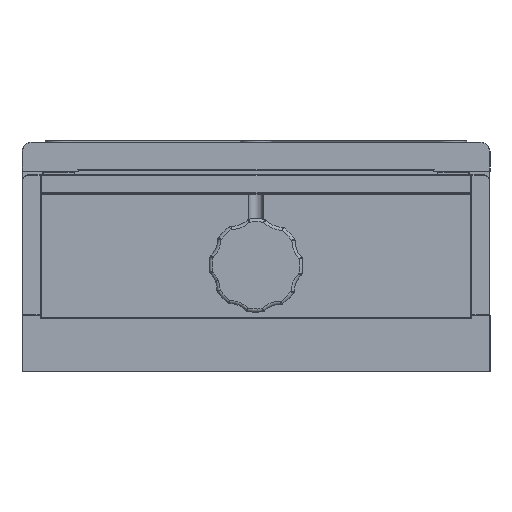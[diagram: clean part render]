
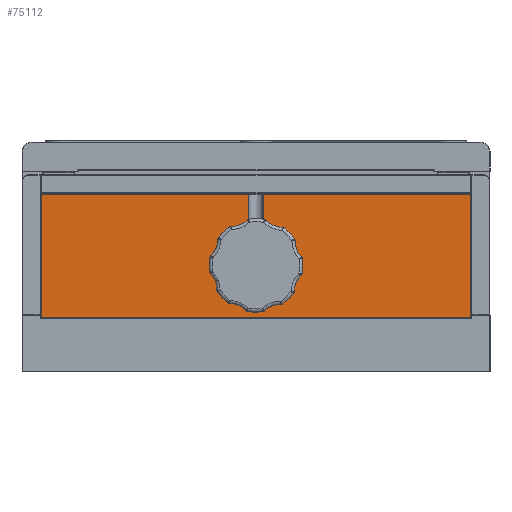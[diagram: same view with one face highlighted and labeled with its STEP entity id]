
A CAD part, front view. The second image highlights one B-rep face of the part: STEP entity #75112.
In plain terms, the highlighted planar face has unit normal (0, -1, 0).
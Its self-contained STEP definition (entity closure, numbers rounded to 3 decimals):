
#364 = DIRECTION ( 'NONE',  ( 1., 0., 0. ) ) ;
#2296 = CARTESIAN_POINT ( 'NONE',  ( -145.585, -109.969, -4.953 ) ) ;
#2788 = DIRECTION ( 'NONE',  ( -1., 0., 0. ) ) ;
#3230 = ORIENTED_EDGE ( 'NONE', *, *, #18826, .T. ) ;
#3964 = VERTEX_POINT ( 'NONE', #7856 ) ;
#4369 = AXIS2_PLACEMENT_3D ( 'NONE', #2296, #26826, #19196 ) ;
#4632 = DIRECTION ( 'NONE',  ( 0., 0., -1. ) ) ;
#7856 = CARTESIAN_POINT ( 'NONE',  ( -1.785, -109.969, 34.847 ) ) ;
#8196 = AXIS2_PLACEMENT_3D ( 'NONE', #38151, #43392, #364 ) ;
#9906 = LINE ( 'NONE', #65431, #48384 ) ;
#11244 = CARTESIAN_POINT ( 'NONE',  ( -73.035, -109.969, -4.953 ) ) ;
#12195 = EDGE_CURVE ( 'NONE', #15179, #69964, #9906, .T. ) ;
#14680 = EDGE_CURVE ( 'NONE', #42175, #3964, #69762, .T. ) ;
#15179 = VERTEX_POINT ( 'NONE', #49385 ) ;
#15929 = CARTESIAN_POINT ( 'NONE',  ( -70.585, -109.969, 12.047 ) ) ;
#16740 = EDGE_CURVE ( 'NONE', #60506, #71858, #39979, .T. ) ;
#18200 = CARTESIAN_POINT ( 'NONE',  ( -73.035, -109.969, 34.847 ) ) ;
#18826 = EDGE_CURVE ( 'NONE', #28576, #62903, #72200, .T. ) ;
#19196 = DIRECTION ( 'NONE',  ( 1., 0., 0. ) ) ;
#19537 = ORIENTED_EDGE ( 'NONE', *, *, #40536, .T. ) ;
#21645 = CARTESIAN_POINT ( 'NONE',  ( -70.585, -109.969, 12.047 ) ) ;
#22095 = EDGE_CURVE ( 'NONE', #69964, #42175, #51539, .T. ) ;
#22474 = CARTESIAN_POINT ( 'NONE',  ( -145.585, -109.969, 34.847 ) ) ;
#22724 = CARTESIAN_POINT ( 'NONE',  ( -68.135, -109.969, -4.953 ) ) ;
#22902 = CARTESIAN_POINT ( 'NONE',  ( -139.385, -109.969, -4.753 ) ) ;
#26776 = LINE ( 'NONE', #51304, #72531 ) ;
#26826 = DIRECTION ( 'NONE',  ( 0., 1., 0. ) ) ;
#26890 = DIRECTION ( 'NONE',  ( 0., 1., 0. ) ) ;
#28576 = VERTEX_POINT ( 'NONE', #66249 ) ;
#28685 = VECTOR ( 'NONE', #4632, 1000. ) ;
#28817 = DIRECTION ( 'NONE',  ( 1., 0., 0. ) ) ;
#29047 = VECTOR ( 'NONE', #70828, 1000. ) ;
#29465 = VERTEX_POINT ( 'NONE', #18200 ) ;
#29759 = LINE ( 'NONE', #11244, #34406 ) ;
#31553 = EDGE_CURVE ( 'NONE', #3964, #28576, #46585, .T. ) ;
#31719 = ORIENTED_EDGE ( 'NONE', *, *, #12195, .T. ) ;
#33277 = ORIENTED_EDGE ( 'NONE', *, *, #42868, .T. ) ;
#34040 = DIRECTION ( 'NONE',  ( 0., 1., 0. ) ) ;
#34406 = VECTOR ( 'NONE', #66383, 1000. ) ;
#34773 = ORIENTED_EDGE ( 'NONE', *, *, #16740, .T. ) ;
#37978 = CARTESIAN_POINT ( 'NONE',  ( -1.785, -109.969, -4.753 ) ) ;
#38151 = CARTESIAN_POINT ( 'NONE',  ( -70.585, -109.969, 12.047 ) ) ;
#38552 = DIRECTION ( 'NONE',  ( 1., 0., 0. ) ) ;
#39979 = CIRCLE ( 'NONE', #55468, 7.95 ) ;
#40340 = CIRCLE ( 'NONE', #8196, 7.95 ) ;
#40536 = EDGE_CURVE ( 'NONE', #29465, #15179, #26776, .T. ) ;
#41765 = ORIENTED_EDGE ( 'NONE', *, *, #67427, .T. ) ;
#41781 = ORIENTED_EDGE ( 'NONE', *, *, #14680, .T. ) ;
#42175 = VERTEX_POINT ( 'NONE', #37978 ) ;
#42233 = ORIENTED_EDGE ( 'NONE', *, *, #22095, .T. ) ;
#42868 = EDGE_CURVE ( 'NONE', #46035, #60506, #40340, .T. ) ;
#42986 = EDGE_CURVE ( 'NONE', #62903, #46035, #48049, .T. ) ;
#43392 = DIRECTION ( 'NONE',  ( 0., 1., 0. ) ) ;
#43619 = CARTESIAN_POINT ( 'NONE',  ( -78.535, -109.969, 12.047 ) ) ;
#45482 = CARTESIAN_POINT ( 'NONE',  ( -1.585, -109.969, -4.753 ) ) ;
#46035 = VERTEX_POINT ( 'NONE', #65505 ) ;
#46585 = LINE ( 'NONE', #22474, #60890 ) ;
#48049 = CIRCLE ( 'NONE', #48439, 7.95 ) ;
#48384 = VECTOR ( 'NONE', #57431, 1000. ) ;
#48439 = AXIS2_PLACEMENT_3D ( 'NONE', #21645, #26890, #38552 ) ;
#49385 = CARTESIAN_POINT ( 'NONE',  ( -139.385, -109.969, 34.847 ) ) ;
#49770 = PLANE ( 'NONE',  #4369 ) ;
#50375 = EDGE_LOOP ( 'NONE', ( #3230, #51710, #33277, #34773, #41765, #19537, #31719, #42233, #41781, #57502 ) ) ;
#50798 = CARTESIAN_POINT ( 'NONE',  ( -68.135, -109.969, 19.61 ) ) ;
#51304 = CARTESIAN_POINT ( 'NONE',  ( -145.585, -109.969, 34.847 ) ) ;
#51539 = LINE ( 'NONE', #45482, #29047 ) ;
#51710 = ORIENTED_EDGE ( 'NONE', *, *, #42986, .T. ) ;
#51723 = CARTESIAN_POINT ( 'NONE',  ( -73.035, -109.969, 19.61 ) ) ;
#55052 = VECTOR ( 'NONE', #70158, 1000. ) ;
#55468 = AXIS2_PLACEMENT_3D ( 'NONE', #15929, #34040, #28817 ) ;
#57411 = FACE_OUTER_BOUND ( 'NONE', #50375, .T. ) ;
#57431 = DIRECTION ( 'NONE',  ( 0., 0., -1. ) ) ;
#57502 = ORIENTED_EDGE ( 'NONE', *, *, #31553, .T. ) ;
#60506 = VERTEX_POINT ( 'NONE', #43619 ) ;
#60890 = VECTOR ( 'NONE', #2788, 1000. ) ;
#62903 = VERTEX_POINT ( 'NONE', #50798 ) ;
#65431 = CARTESIAN_POINT ( 'NONE',  ( -139.385, -109.969, -4.953 ) ) ;
#65505 = CARTESIAN_POINT ( 'NONE',  ( -62.635, -109.969, 12.047 ) ) ;
#66249 = CARTESIAN_POINT ( 'NONE',  ( -68.135, -109.969, 34.847 ) ) ;
#66383 = DIRECTION ( 'NONE',  ( 0., 0., 1. ) ) ;
#67427 = EDGE_CURVE ( 'NONE', #71858, #29465, #29759, .T. ) ;
#69762 = LINE ( 'NONE', #72040, #55052 ) ;
#69964 = VERTEX_POINT ( 'NONE', #22902 ) ;
#70158 = DIRECTION ( 'NONE',  ( 0., 0., 1. ) ) ;
#70828 = DIRECTION ( 'NONE',  ( 1., 0., 0. ) ) ;
#71858 = VERTEX_POINT ( 'NONE', #51723 ) ;
#72040 = CARTESIAN_POINT ( 'NONE',  ( -1.785, -109.969, 35.047 ) ) ;
#72200 = LINE ( 'NONE', #22724, #28685 ) ;
#72531 = VECTOR ( 'NONE', #75849, 1000. ) ;
#75112 = ADVANCED_FACE ( 'NONE', ( #57411 ), #49770, .F. ) ;
#75849 = DIRECTION ( 'NONE',  ( -1., 0., 0. ) ) ;
